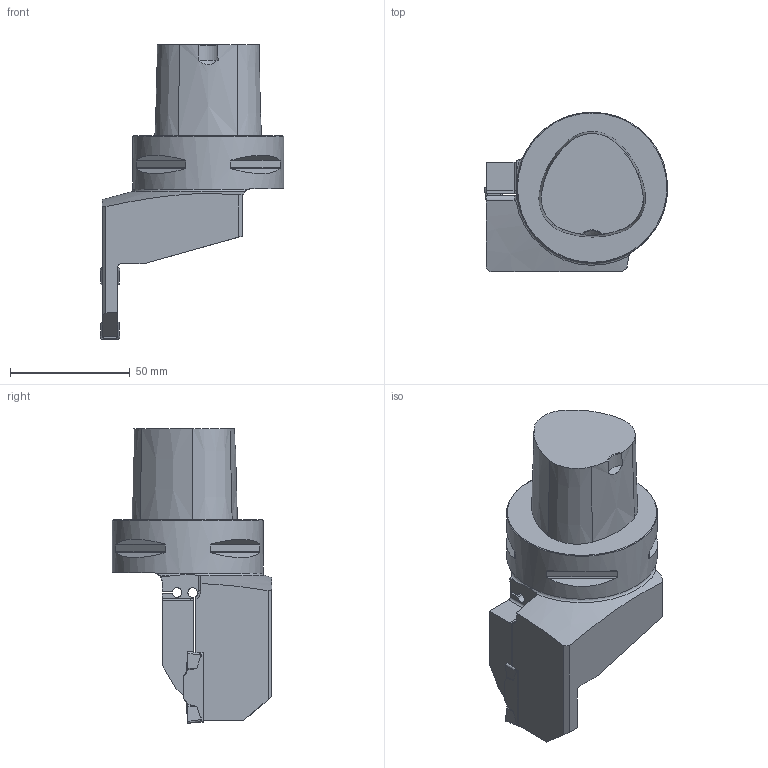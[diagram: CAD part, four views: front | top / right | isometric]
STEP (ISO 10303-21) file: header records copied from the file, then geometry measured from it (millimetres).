
FILE_DESCRIPTION(/* description */ (''),/* implementation_level */ '2;1');
FILE_NAME(/* name */ 'TOOLASSEMBLY_1.STP',/* time_stamp */ '2022-08-25T07:26:26+02:00',/* author */ (''),/* organization */ ('SMS'),/* preprocessor_version */ 'ST-DEVELOPER v16.7',/* originating_system */ 'SIEMENS PLM Software NX 12.0',/* authorisation */ '');
FILE_SCHEMA (('AUTOMOTIVE_DESIGN { 1 0 10303 214 3 1 1 1 }'));
Length unit declared in the file: millimetre
Products named in the file (4): ASSEMBLY_CONSTRUCTION; CUT_20220825072527; NOCUT_20220825072435; TOOLASSEMBLY_1
Assembly tree (3 placements, depth 2):
  TOOLASSEMBLY_1
    NOCUT_20220825072435
    CUT_20220825072527
    ASSEMBLY_CONSTRUCTION
Bounding box: 76.52 x 66.5 x 123 mm (x, y, z)
Volume: 195864.7 mm3; surface area: 29464.8 mm2
Topology: 2 solids, 2 shells, 165 faces, 469 edges, 320 vertices
Faces by surface type: plane 89, cylinder 34, extrusion 24, cone 11, bspline 4, torus 3
Full cylindrical faces by diameter (mm): 63 x1
Entity records: 6759 total; most frequent: CARTESIAN_POINT 2514, ORIENTED_EDGE 924, DIRECTION 718, EDGE_CURVE 462, VERTEX_POINT 308, VECTOR 302, LINE 278, AXIS2_PLACEMENT_3D 208
